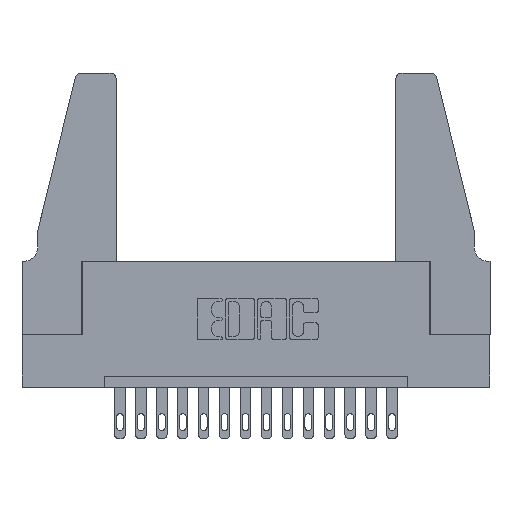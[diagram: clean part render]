
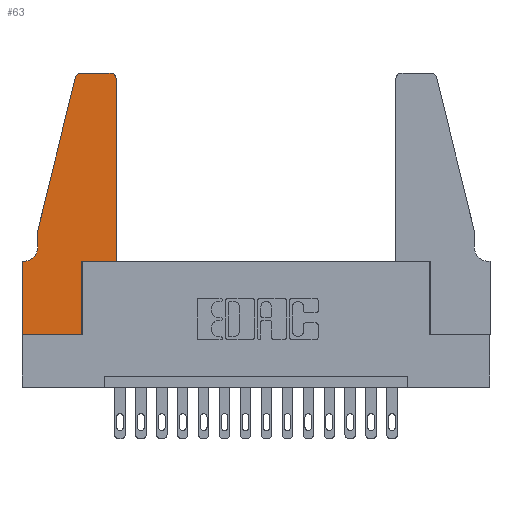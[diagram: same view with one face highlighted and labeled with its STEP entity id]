
A CAD part, top view. The second image highlights one B-rep face of the part: STEP entity #63.
In plain terms, the highlighted planar face has unit normal (0, 0, 1).
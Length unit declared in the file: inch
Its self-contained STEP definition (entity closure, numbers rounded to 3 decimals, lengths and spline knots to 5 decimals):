
#9 = LINE ( 'NONE', #11561, #10300 ) ;
#63 = ADVANCED_FACE ( 'NONE', ( #3868 ), #14031, .T. ) ;
#281 = CARTESIAN_POINT ( 'NONE',  ( 0.0755, 0.42, 0.37 ) ) ;
#312 = VECTOR ( 'NONE', #10370, 39.37008 ) ;
#486 = CARTESIAN_POINT ( 'NONE',  ( 0.0755, 0.35, 0.37 ) ) ;
#610 = DIRECTION ( 'NONE',  ( 0., 0., 1. ) ) ;
#627 = CARTESIAN_POINT ( 'NONE',  ( 0., 0., 0.37 ) ) ;
#663 = VERTEX_POINT ( 'NONE', #13268 ) ;
#678 = CARTESIAN_POINT ( 'NONE',  ( 0.4505, 0.35, 0.37 ) ) ;
#830 = DIRECTION ( 'NONE',  ( -1., 0., 0. ) ) ;
#844 = EDGE_CURVE ( 'NONE', #6047, #12651, #10811, .T. ) ;
#1219 = EDGE_CURVE ( 'NONE', #13339, #2613, #15932, .T. ) ;
#1425 = CIRCLE ( 'NONE', #12799, 0.03 ) ;
#2019 = CARTESIAN_POINT ( 'NONE',  ( 0.4505, 1.22, 0.37 ) ) ;
#2341 = VERTEX_POINT ( 'NONE', #12958 ) ;
#2439 = EDGE_CURVE ( 'NONE', #663, #13339, #7742, .T. ) ;
#2613 = VERTEX_POINT ( 'NONE', #5187 ) ;
#2682 = VERTEX_POINT ( 'NONE', #281 ) ;
#2785 = AXIS2_PLACEMENT_3D ( 'NONE', #10538, #6654, #14346 ) ;
#2817 = DIRECTION ( 'NONE',  ( 0., -1., 0. ) ) ;
#2878 = ORIENTED_EDGE ( 'NONE', *, *, #12146, .T. ) ;
#3310 = AXIS2_PLACEMENT_3D ( 'NONE', #8152, #8316, #8099 ) ;
#3367 = ORIENTED_EDGE ( 'NONE', *, *, #6447, .T. ) ;
#3506 = ORIENTED_EDGE ( 'NONE', *, *, #2439, .T. ) ;
#3517 = LINE ( 'NONE', #10718, #8075 ) ;
#3674 = VERTEX_POINT ( 'NONE', #4728 ) ;
#3868 = FACE_OUTER_BOUND ( 'NONE', #11434, .T. ) ;
#4364 = VERTEX_POINT ( 'NONE', #8116 ) ;
#4500 = AXIS2_PLACEMENT_3D ( 'NONE', #13809, #12546, #13919 ) ;
#4527 = DIRECTION ( 'NONE',  ( 1., 0., 0. ) ) ;
#4668 = EDGE_CURVE ( 'NONE', #4364, #3674, #3517, .T. ) ;
#4686 = ORIENTED_EDGE ( 'NONE', *, *, #6770, .T. ) ;
#4715 = DIRECTION ( 'NONE',  ( -0.239, -0.971, 0. ) ) ;
#4728 = CARTESIAN_POINT ( 'NONE',  ( 0.284, 1.25, 0.37 ) ) ;
#4871 = VERTEX_POINT ( 'NONE', #12874 ) ;
#5187 = CARTESIAN_POINT ( 'NONE',  ( 0., 0., 0.37 ) ) ;
#5243 = ORIENTED_EDGE ( 'NONE', *, *, #8583, .T. ) ;
#5292 = CARTESIAN_POINT ( 'NONE',  ( 0.4505, 0.35, 0.37 ) ) ;
#5735 = DIRECTION ( 'NONE',  ( 0., 1., 0. ) ) ;
#5758 = CARTESIAN_POINT ( 'NONE',  ( 0.0755, 0.5, 0.37 ) ) ;
#5826 = VECTOR ( 'NONE', #5735, 39.37008 ) ;
#5841 = LINE ( 'NONE', #627, #12162 ) ;
#6047 = VERTEX_POINT ( 'NONE', #11534 ) ;
#6368 = DIRECTION ( 'NONE',  ( 1., 0., 0. ) ) ;
#6447 = EDGE_CURVE ( 'NONE', #4871, #2341, #7680, .T. ) ;
#6654 = DIRECTION ( 'NONE',  ( 0., 0., 1. ) ) ;
#6770 = EDGE_CURVE ( 'NONE', #3674, #6047, #16022, .T. ) ;
#7680 = LINE ( 'NONE', #13816, #10293 ) ;
#7742 = LINE ( 'NONE', #486, #10157 ) ;
#8075 = VECTOR ( 'NONE', #830, 39.37008 ) ;
#8099 = DIRECTION ( 'NONE',  ( -1., 0., 0. ) ) ;
#8116 = CARTESIAN_POINT ( 'NONE',  ( 0.4205, 1.25, 0.37 ) ) ;
#8152 = CARTESIAN_POINT ( 'NONE',  ( 0.0055, 0.42, 0.37 ) ) ;
#8316 = DIRECTION ( 'NONE',  ( 0., 0., -1. ) ) ;
#8359 = ORIENTED_EDGE ( 'NONE', *, *, #4668, .T. ) ;
#8368 = DIRECTION ( 'NONE',  ( 1., 0., 0. ) ) ;
#8510 = VERTEX_POINT ( 'NONE', #5292 ) ;
#8583 = EDGE_CURVE ( 'NONE', #2682, #663, #13171, .T. ) ;
#10157 = VECTOR ( 'NONE', #11856, 39.37008 ) ;
#10262 = EDGE_CURVE ( 'NONE', #8510, #16128, #15520, .T. ) ;
#10292 = ORIENTED_EDGE ( 'NONE', *, *, #15381, .T. ) ;
#10293 = VECTOR ( 'NONE', #11117, 39.37008 ) ;
#10300 = VECTOR ( 'NONE', #2817, 39.37008 ) ;
#10306 = EDGE_CURVE ( 'NONE', #2341, #8510, #13315, .T. ) ;
#10370 = DIRECTION ( 'NONE',  ( 0., -1., 0. ) ) ;
#10538 = CARTESIAN_POINT ( 'NONE',  ( 0.284, 1.22, 0.37 ) ) ;
#10583 = CARTESIAN_POINT ( 'NONE',  ( 0., 0.35, 0.37 ) ) ;
#10631 = VECTOR ( 'NONE', #4715, 39.37008 ) ;
#10718 = CARTESIAN_POINT ( 'NONE',  ( 0.2605, 1.25, 0.37 ) ) ;
#10811 = LINE ( 'NONE', #11765, #10631 ) ;
#10855 = ORIENTED_EDGE ( 'NONE', *, *, #10262, .T. ) ;
#10989 = CARTESIAN_POINT ( 'NONE',  ( 0.4505, 0.35, 0.37 ) ) ;
#11117 = DIRECTION ( 'NONE',  ( 0., 1., 0. ) ) ;
#11434 = EDGE_LOOP ( 'NONE', ( #8359, #4686, #13838, #10292, #5243, #3506, #13349, #2878, #3367, #13564, #10855, #13453 ) ) ;
#11534 = CARTESIAN_POINT ( 'NONE',  ( 0.25487, 1.22718, 0.37 ) ) ;
#11561 = CARTESIAN_POINT ( 'NONE',  ( 0.0755, 0.5, 0.37 ) ) ;
#11765 = CARTESIAN_POINT ( 'NONE',  ( 0.0755, 0.5, 0.37 ) ) ;
#11856 = DIRECTION ( 'NONE',  ( -1., 0., 0. ) ) ;
#12146 = EDGE_CURVE ( 'NONE', #2613, #4871, #5841, .T. ) ;
#12162 = VECTOR ( 'NONE', #4527, 39.37008 ) ;
#12546 = DIRECTION ( 'NONE',  ( 0., 0., 1. ) ) ;
#12651 = VERTEX_POINT ( 'NONE', #5758 ) ;
#12799 = AXIS2_PLACEMENT_3D ( 'NONE', #15962, #610, #8368 ) ;
#12874 = CARTESIAN_POINT ( 'NONE',  ( 0.2865, 0., 0.37 ) ) ;
#12958 = CARTESIAN_POINT ( 'NONE',  ( 0.2865, 0.35, 0.37 ) ) ;
#13124 = VECTOR ( 'NONE', #6368, 39.37008 ) ;
#13171 = CIRCLE ( 'NONE', #3310, 0.07 ) ;
#13268 = CARTESIAN_POINT ( 'NONE',  ( 0.0055, 0.35, 0.37 ) ) ;
#13315 = LINE ( 'NONE', #10989, #13124 ) ;
#13339 = VERTEX_POINT ( 'NONE', #10583 ) ;
#13349 = ORIENTED_EDGE ( 'NONE', *, *, #1219, .T. ) ;
#13453 = ORIENTED_EDGE ( 'NONE', *, *, #14411, .T. ) ;
#13564 = ORIENTED_EDGE ( 'NONE', *, *, #10306, .T. ) ;
#13809 = CARTESIAN_POINT ( 'NONE',  ( 0., 0.35, 0.37 ) ) ;
#13816 = CARTESIAN_POINT ( 'NONE',  ( 0.2865, 0.35, 0.37 ) ) ;
#13838 = ORIENTED_EDGE ( 'NONE', *, *, #844, .T. ) ;
#13919 = DIRECTION ( 'NONE',  ( 1., 0., 0. ) ) ;
#14031 = PLANE ( 'NONE',  #4500 ) ;
#14346 = DIRECTION ( 'NONE',  ( 1., 0., 0. ) ) ;
#14411 = EDGE_CURVE ( 'NONE', #16128, #4364, #1425, .T. ) ;
#15381 = EDGE_CURVE ( 'NONE', #12651, #2682, #9, .T. ) ;
#15391 = CARTESIAN_POINT ( 'NONE',  ( 0., 0., 0.37 ) ) ;
#15520 = LINE ( 'NONE', #678, #5826 ) ;
#15932 = LINE ( 'NONE', #15391, #312 ) ;
#15962 = CARTESIAN_POINT ( 'NONE',  ( 0.4205, 1.22, 0.37 ) ) ;
#16022 = CIRCLE ( 'NONE', #2785, 0.03 ) ;
#16128 = VERTEX_POINT ( 'NONE', #2019 ) ;
